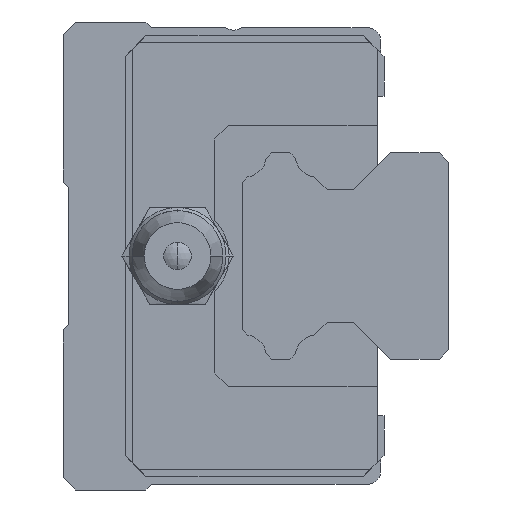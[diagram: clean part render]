
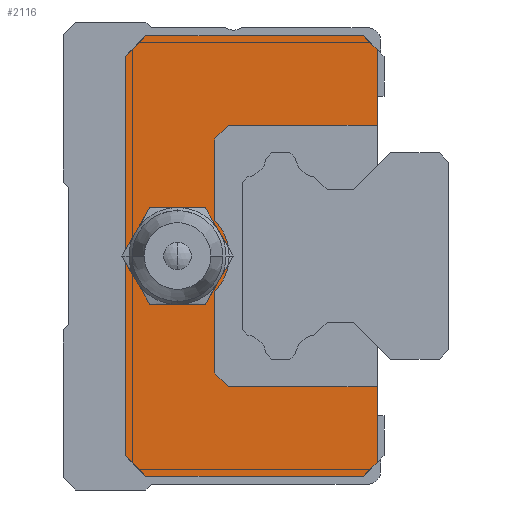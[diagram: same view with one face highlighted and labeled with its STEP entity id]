
A CAD part, left-side view. The second image highlights one B-rep face of the part: STEP entity #2116.
In plain terms, the highlighted planar face has unit normal (-1, 0, 0).
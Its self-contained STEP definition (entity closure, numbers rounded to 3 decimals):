
#1286 = VERTEX_POINT( '', #3632 );
#1310 = VERTEX_POINT( '', #3659 );
#1336 = VERTEX_POINT( '', #3688 );
#1406 = VERTEX_POINT( '', #3766 );
#1482 = EDGE_CURVE( '', #1802, #3202, #3846, .T. );
#1634 = VERTEX_POINT( '', #4018 );
#1644 = VERTEX_POINT( '', #4030 );
#1802 = VERTEX_POINT( '', #4202 );
#1852 = VERTEX_POINT( '', #4259 );
#1906 = VERTEX_POINT( '', #4321 );
#2022 = VERTEX_POINT( '', #4445 );
#2116 = ADVANCED_FACE( '', ( #4546, #4547 ), #4548, .F. );
#2130 = EDGE_CURVE( '', #1634, #2022, #4563, .T. );
#2152 = VERTEX_POINT( '', #4588 );
#2202 = EDGE_CURVE( '', #1906, #1406, #4644, .T. );
#2226 = EDGE_CURVE( '', #2454, #1852, #4668, .T. );
#2258 = EDGE_CURVE( '', #3194, #2996, #4702, .T. );
#2350 = EDGE_CURVE( '', #3246, #1336, #4805, .T. );
#2394 = VERTEX_POINT( '', #4852 );
#2454 = VERTEX_POINT( '', #4915 );
#2530 = EDGE_CURVE( '', #2394, #2600, #4999, .T. );
#2600 = VERTEX_POINT( '', #5075 );
#2620 = EDGE_CURVE( '', #2152, #1644, #5099, .T. );
#2756 = EDGE_CURVE( '', #1644, #1634, #5247, .T. );
#2764 = EDGE_CURVE( '', #3202, #2996, #5255, .T. );
#2804 = EDGE_CURVE( '', #2022, #1310, #5299, .T. );
#2838 = EDGE_CURVE( '', #1336, #1286, #5337, .T. );
#2898 = EDGE_CURVE( '', #1286, #2394, #5405, .T. );
#2900 = VERTEX_POINT( '', #5407 );
#2940 = EDGE_CURVE( '', #2454, #3246, #5451, .T. );
#2992 = EDGE_CURVE( '', #1406, #1906, #5507, .T. );
#2996 = VERTEX_POINT( '', #5511 );
#3192 = EDGE_CURVE( '', #2900, #2152, #5733, .T. );
#3194 = VERTEX_POINT( '', #5735 );
#3202 = VERTEX_POINT( '', #5743 );
#3244 = EDGE_CURVE( '', #2600, #1802, #5791, .T. );
#3246 = VERTEX_POINT( '', #5793 );
#3386 = EDGE_CURVE( '', #1310, #3194, #5945, .T. );
#3398 = EDGE_CURVE( '', #1852, #2900, #5957, .T. );
#3632 = CARTESIAN_POINT( '', ( 33.7, 17., -2.604 ) );
#3659 = CARTESIAN_POINT( '', ( 33.7, 6.2, 16. ) );
#3688 = CARTESIAN_POINT( '', ( 33.7, 17., -8.5 ) );
#3766 = CARTESIAN_POINT( '', ( 33.7, 21.7, 0. ) );
#3846 = LINE( '', #6533, #6534 );
#4018 = CARTESIAN_POINT( '', ( 33.7, 23.5, 14.5 ) );
#4030 = CARTESIAN_POINT( '', ( 33.7, 23.5, -14.5 ) );
#4202 = CARTESIAN_POINT( '', ( 33.7, 17., 8.5 ) );
#4259 = CARTESIAN_POINT( '', ( 33.7, 5.2, -15. ) );
#4321 = CARTESIAN_POINT( '', ( 33.7, 17.7, 0. ) );
#4445 = CARTESIAN_POINT( '', ( 33.7, 22., 16. ) );
#4546 = FACE_BOUND( '', #7570, .T. );
#4547 = FACE_OUTER_BOUND( '', #7571, .T. );
#4548 = PLANE( '', #7572 );
#4563 = LINE( '', #7591, #7592 );
#4588 = CARTESIAN_POINT( '', ( 33.7, 22., -16. ) );
#4644 = CIRCLE( '', #7694, 2. );
#4668 = LINE( '', #7739, #7740 );
#4702 = LINE( '', #7789, #7790 );
#4805 = LINE( '', #7948, #7949 );
#4852 = CARTESIAN_POINT( '', ( 33.7, 15.949, 0. ) );
#4915 = CARTESIAN_POINT( '', ( 33.7, 5.2, -9.5 ) );
#4999 = CIRCLE( '', #8232, 3.751 );
#5075 = CARTESIAN_POINT( '', ( 33.7, 17., 2.604 ) );
#5099 = LINE( '', #8370, #8371 );
#5247 = LINE( '', #8570, #8571 );
#5255 = LINE( '', #8581, #8582 );
#5299 = LINE( '', #8638, #8639 );
#5337 = LINE( '', #8687, #8688 );
#5405 = CIRCLE( '', #8780, 3.751 );
#5407 = CARTESIAN_POINT( '', ( 33.7, 6.2, -16. ) );
#5451 = LINE( '', #8853, #8854 );
#5507 = CIRCLE( '', #8952, 2. );
#5511 = CARTESIAN_POINT( '', ( 33.7, 5.2, 9.5 ) );
#5733 = LINE( '', #9304, #9305 );
#5735 = CARTESIAN_POINT( '', ( 33.7, 5.2, 15. ) );
#5743 = CARTESIAN_POINT( '', ( 33.7, 16., 9.5 ) );
#5791 = LINE( '', #9382, #9383 );
#5793 = CARTESIAN_POINT( '', ( 33.7, 16., -9.5 ) );
#5945 = LINE( '', #9606, #9607 );
#5957 = LINE( '', #9636, #9637 );
#6533 = CARTESIAN_POINT( '', ( 33.7, 16.05, 9.45 ) );
#6534 = VECTOR( '', #10137, 1. );
#7570 = EDGE_LOOP( '', ( #10845, #10846 ) );
#7571 = EDGE_LOOP( '', ( #10847, #10848, #10849, #10850, #10851, #10852, #10853, #10854, #10855, #10856, #10857, #10858, #10859, #10860, #10861, #10862, #10863 ) );
#7572 = AXIS2_PLACEMENT_3D( '', #10864, #10865, #10866 );
#7591 = CARTESIAN_POINT( '', ( 33.7, 21.675, 16.325 ) );
#7592 = VECTOR( '', #10879, 1. );
#7694 = AXIS2_PLACEMENT_3D( '', #10959, #10960, #10961 );
#7739 = CARTESIAN_POINT( '', ( 33.7, 5.2, 6. ) );
#7740 = VECTOR( '', #10972, 1. );
#7789 = CARTESIAN_POINT( '', ( 33.7, 5.2, 6. ) );
#7790 = VECTOR( '', #11001, 1. );
#7948 = CARTESIAN_POINT( '', ( 33.7, 15.55, -9.95 ) );
#7949 = VECTOR( '', #11145, 1. );
#8232 = AXIS2_PLACEMENT_3D( '', #11366, #11367, #11368 );
#8370 = CARTESIAN_POINT( '', ( 33.7, 22.425, -15.575 ) );
#8371 = VECTOR( '', #11485, 1. );
#8570 = CARTESIAN_POINT( '', ( 33.7, 23.5, 7.25 ) );
#8571 = VECTOR( '', #11640, 1. );
#8581 = CARTESIAN_POINT( '', ( 33.7, 10.35, 9.5 ) );
#8582 = VECTOR( '', #11644, 1. );
#8638 = CARTESIAN_POINT( '', ( 33.7, 5.45, 16. ) );
#8639 = VECTOR( '', #11710, 1. );
#8687 = CARTESIAN_POINT( '', ( 33.7, 17., -4.25 ) );
#8688 = VECTOR( '', #11756, 1. );
#8780 = AXIS2_PLACEMENT_3D( '', #11839, #11840, #11841 );
#8853 = CARTESIAN_POINT( '', ( 33.7, 4.95, -9.5 ) );
#8854 = VECTOR( '', #11885, 1. );
#8952 = AXIS2_PLACEMENT_3D( '', #11939, #11940, #11941 );
#9304 = CARTESIAN_POINT( '', ( 33.7, 13.35, -16. ) );
#9305 = VECTOR( '', #12225, 1. );
#9382 = CARTESIAN_POINT( '', ( 33.7, 17., -4.25 ) );
#9383 = VECTOR( '', #12294, 1. );
#9606 = CARTESIAN_POINT( '', ( 33.7, 1.075, 10.875 ) );
#9607 = VECTOR( '', #12465, 1. );
#9636 = CARTESIAN_POINT( '', ( 33.7, 1.825, -11.625 ) );
#9637 = VECTOR( '', #12469, 1. );
#10137 = DIRECTION( '', ( 0., -0.707, 0.707 ) );
#10845 = ORIENTED_EDGE( '', *, *, #2992, .T. );
#10846 = ORIENTED_EDGE( '', *, *, #2202, .T. );
#10847 = ORIENTED_EDGE( '', *, *, #3244, .T. );
#10848 = ORIENTED_EDGE( '', *, *, #1482, .T. );
#10849 = ORIENTED_EDGE( '', *, *, #2764, .T. );
#10850 = ORIENTED_EDGE( '', *, *, #2258, .F. );
#10851 = ORIENTED_EDGE( '', *, *, #3386, .F. );
#10852 = ORIENTED_EDGE( '', *, *, #2804, .F. );
#10853 = ORIENTED_EDGE( '', *, *, #2130, .F. );
#10854 = ORIENTED_EDGE( '', *, *, #2756, .F. );
#10855 = ORIENTED_EDGE( '', *, *, #2620, .F. );
#10856 = ORIENTED_EDGE( '', *, *, #3192, .F. );
#10857 = ORIENTED_EDGE( '', *, *, #3398, .F. );
#10858 = ORIENTED_EDGE( '', *, *, #2226, .F. );
#10859 = ORIENTED_EDGE( '', *, *, #2940, .T. );
#10860 = ORIENTED_EDGE( '', *, *, #2350, .T. );
#10861 = ORIENTED_EDGE( '', *, *, #2838, .T. );
#10862 = ORIENTED_EDGE( '', *, *, #2898, .T. );
#10863 = ORIENTED_EDGE( '', *, *, #2530, .T. );
#10864 = CARTESIAN_POINT( '', ( 33.7, 4.7, 0. ) );
#10865 = DIRECTION( '', ( 1., 0., 0. ) );
#10866 = DIRECTION( '', ( 0., 0., -1. ) );
#10879 = DIRECTION( '', ( 0., -0.707, 0.707 ) );
#10959 = CARTESIAN_POINT( '', ( 33.7, 19.7, 0. ) );
#10960 = DIRECTION( '', ( 1., 0., 0. ) );
#10961 = DIRECTION( '', ( 0., 1., 0. ) );
#10972 = DIRECTION( '', ( 0., 0., -1. ) );
#11001 = DIRECTION( '', ( 0., 0., -1. ) );
#11145 = DIRECTION( '', ( 0., 0.707, 0.707 ) );
#11366 = CARTESIAN_POINT( '', ( 33.7, 19.7, 0. ) );
#11367 = DIRECTION( '', ( -1., 0., 0. ) );
#11368 = DIRECTION( '', ( 0., 1., 0. ) );
#11485 = DIRECTION( '', ( 0., 0.707, 0.707 ) );
#11640 = DIRECTION( '', ( 0., 0., 1. ) );
#11644 = DIRECTION( '', ( 0., -1., 0. ) );
#11710 = DIRECTION( '', ( 0., -1., 0. ) );
#11756 = DIRECTION( '', ( 0., 0., 1. ) );
#11839 = CARTESIAN_POINT( '', ( 33.7, 19.7, 0. ) );
#11840 = DIRECTION( '', ( -1., 0., 0. ) );
#11841 = DIRECTION( '', ( 0., 1., 0. ) );
#11885 = DIRECTION( '', ( 0., 1., 0. ) );
#11939 = CARTESIAN_POINT( '', ( 33.7, 19.7, 0. ) );
#11940 = DIRECTION( '', ( 1., 0., 0. ) );
#11941 = DIRECTION( '', ( 0., 1., 0. ) );
#12225 = DIRECTION( '', ( 0., 1., 0. ) );
#12294 = DIRECTION( '', ( 0., 0., 1. ) );
#12465 = DIRECTION( '', ( 0., -0.707, -0.707 ) );
#12469 = DIRECTION( '', ( 0., 0.707, -0.707 ) );
